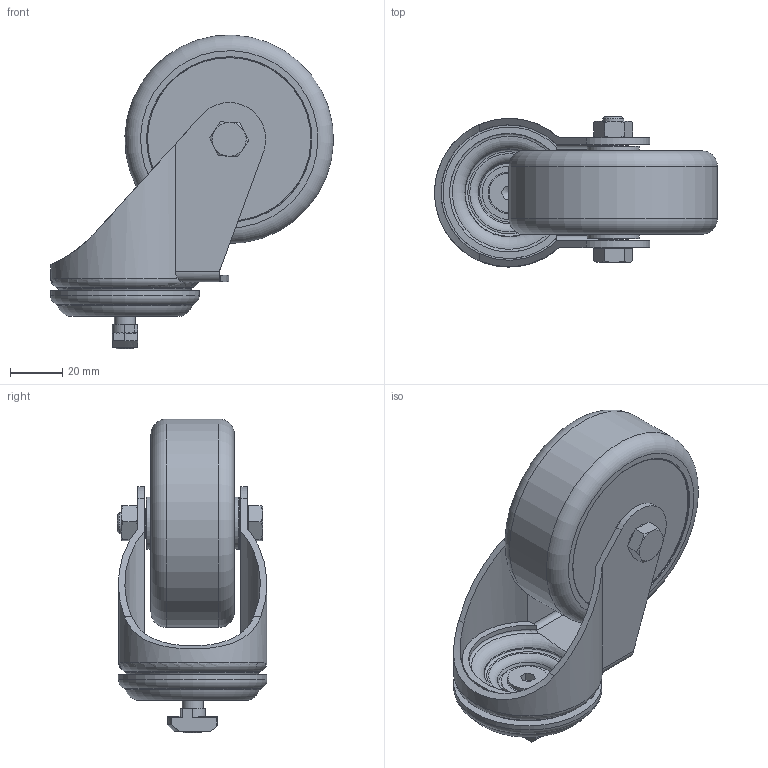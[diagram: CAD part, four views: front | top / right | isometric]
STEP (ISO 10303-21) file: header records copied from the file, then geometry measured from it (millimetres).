
FILE_DESCRIPTION(('STEP AP203'),'1');
FILE_NAME('ERGO10B1431.stp','2023-10-23T07:23:15',(' '),(' '),'Spatial InterOp 3D',' ',' ');
FILE_SCHEMA(('CONFIG_CONTROL_DESIGN'));
Length unit declared in the file: millimetre
Products named in the file (10): Kit roulette pivotante; Ecrou tête rectangulaire 10 M8; Roulette pivotante D80; roue pour roulette; axe_2; CorpsPivo; Kit roulette pivotante D80 - vis seule; Rondelle 12x8.2x5; Vis FHC - M8x25
Assembly tree (9 placements, depth 4):
  Kit roulette pivotante
    Ecrou tête rectangulaire 10 M8
    Kit roulette pivotante D80 - vis seule
      Roulette pivotante D80
        roue pour roulette
        axe_2
        CorpsPivo
      Kit roulette pivotante D80 - vis seule
        Rondelle 12x8.2x5
        Vis FHC - M8x25
Bounding box: 108.48 x 57.5 x 120.38 mm (x, y, z)
Volume: 210839.7 mm3; surface area: 46164.7 mm2
Topology: 6 solids, 6 shells, 258 faces, 652 edges, 420 vertices
Faces by surface type: plane 143, cylinder 47, cone 38, torus 28, bspline 2
Full cylindrical faces by diameter (mm): 6.8 x1, 8 x5, 8.1 x1, 8.2 x1, 8.5 x2, 12 x2, 13 x2, 15.24 x1, 20 x2, 20.45 x1, 29 x1, 57 x1, 63 x2, 80 x1
Entity records: 9483 total; most frequent: CARTESIAN_POINT 1942, DIRECTION 1250, ORIENTED_EDGE 1164, EDGE_CURVE 582, AXIS2_PLACEMENT_3D 502, VERTEX_POINT 409, EDGE_LOOP 342, FACE_OUTER_BOUND 302
